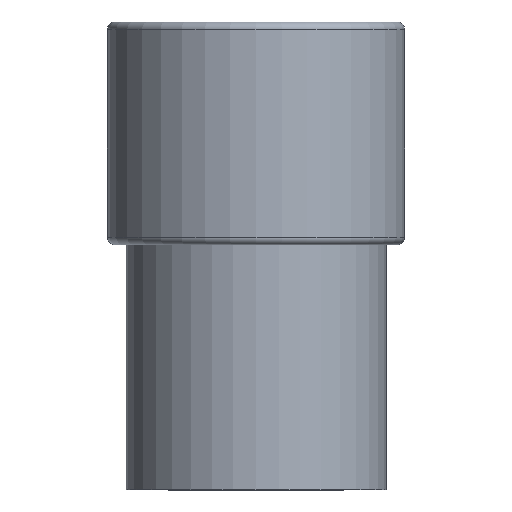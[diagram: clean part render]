
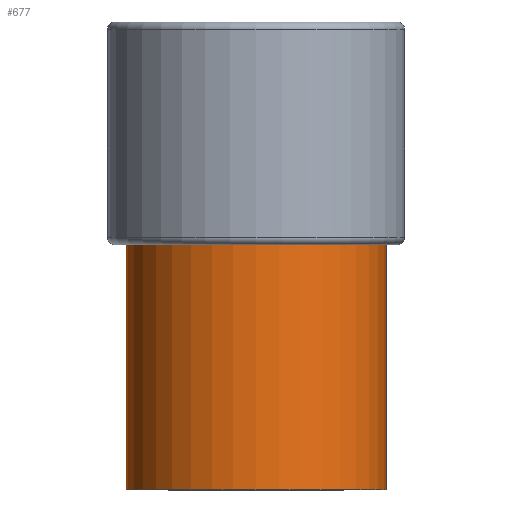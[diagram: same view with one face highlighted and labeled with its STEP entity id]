
A CAD part, front view. The second image highlights one B-rep face of the part: STEP entity #677.
In plain terms, the highlighted cylindrical face has radius 17.5 mm (diameter 35 mm), a partial arc.
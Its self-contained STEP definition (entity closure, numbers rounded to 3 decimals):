
#8 = DIRECTION ( 'NONE',  ( 0., 0., -1. ) ) ;
#19 = FACE_OUTER_BOUND ( 'NONE', #1045, .T. ) ;
#25 = DIRECTION ( 'NONE',  ( -1., 0., 0. ) ) ;
#26 = AXIS2_PLACEMENT_3D ( 'NONE', #1128, #131, #1373 ) ;
#28 = DIRECTION ( 'NONE',  ( 0., 0., -1. ) ) ;
#53 = DIRECTION ( 'NONE',  ( 1., 0., 0. ) ) ;
#109 = VERTEX_POINT ( 'NONE', #1316 ) ;
#125 = ORIENTED_EDGE ( 'NONE', *, *, #631, .F. ) ;
#131 = DIRECTION ( 'NONE',  ( 0., 0., -1. ) ) ;
#136 = CARTESIAN_POINT ( 'NONE',  ( 17.5, 0., 30. ) ) ;
#158 = CARTESIAN_POINT ( 'NONE',  ( -17.5, 0., -3. ) ) ;
#200 = ORIENTED_EDGE ( 'NONE', *, *, #1302, .F. ) ;
#336 = CARTESIAN_POINT ( 'NONE',  ( -17.5, 0., 30. ) ) ;
#499 = DIRECTION ( 'NONE',  ( 0., 0., 1. ) ) ;
#542 = CIRCLE ( 'NONE', #1158, 17.5 ) ;
#584 = VERTEX_POINT ( 'NONE', #865 ) ;
#591 = CARTESIAN_POINT ( 'NONE',  ( 0., 0., 30. ) ) ;
#631 = EDGE_CURVE ( 'NONE', #1348, #109, #1290, .T. ) ;
#677 = ADVANCED_FACE ( 'NONE', ( #19 ), #1342, .T. ) ;
#679 = EDGE_CURVE ( 'NONE', #584, #901, #1038, .T. ) ;
#813 = VECTOR ( 'NONE', #28, 1000. ) ;
#839 = ORIENTED_EDGE ( 'NONE', *, *, #1284, .F. ) ;
#850 = CARTESIAN_POINT ( 'NONE',  ( 0., 0., -3. ) ) ;
#865 = CARTESIAN_POINT ( 'NONE',  ( -17.5, 0., 30. ) ) ;
#878 = CIRCLE ( 'NONE', #943, 17.5 ) ;
#901 = VERTEX_POINT ( 'NONE', #158 ) ;
#943 = AXIS2_PLACEMENT_3D ( 'NONE', #591, #499, #53 ) ;
#1038 = LINE ( 'NONE', #336, #813 ) ;
#1045 = EDGE_LOOP ( 'NONE', ( #125, #200, #1320, #839 ) ) ;
#1072 = VECTOR ( 'NONE', #8, 1000. ) ;
#1128 = CARTESIAN_POINT ( 'NONE',  ( 0., 0., 30. ) ) ;
#1158 = AXIS2_PLACEMENT_3D ( 'NONE', #850, #1287, #25 ) ;
#1284 = EDGE_CURVE ( 'NONE', #109, #901, #542, .T. ) ;
#1287 = DIRECTION ( 'NONE',  ( 0., 0., -1. ) ) ;
#1290 = LINE ( 'NONE', #136, #1072 ) ;
#1302 = EDGE_CURVE ( 'NONE', #584, #1348, #878, .T. ) ;
#1316 = CARTESIAN_POINT ( 'NONE',  ( 17.5, 0., -3. ) ) ;
#1320 = ORIENTED_EDGE ( 'NONE', *, *, #679, .T. ) ;
#1342 = CYLINDRICAL_SURFACE ( 'NONE', #26, 17.5 ) ;
#1348 = VERTEX_POINT ( 'NONE', #1376 ) ;
#1373 = DIRECTION ( 'NONE',  ( -1., 0., 0. ) ) ;
#1376 = CARTESIAN_POINT ( 'NONE',  ( 17.5, 0., 30. ) ) ;
